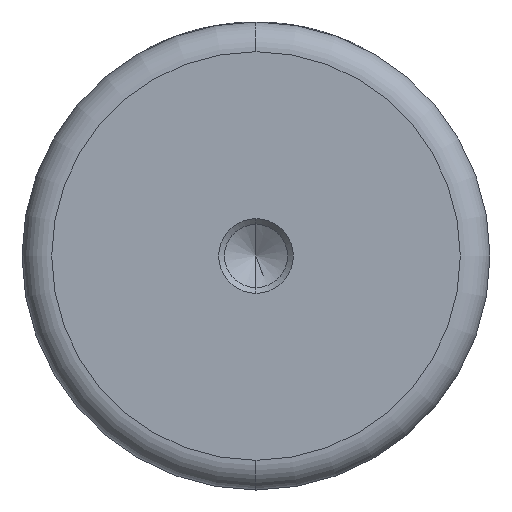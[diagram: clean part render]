
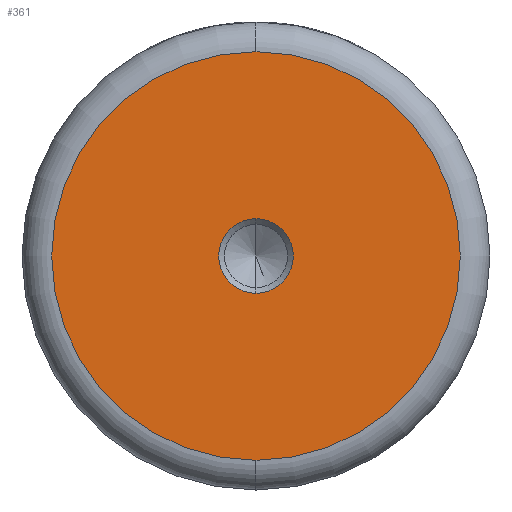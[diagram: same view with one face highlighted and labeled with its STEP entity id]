
A CAD part, left-side view. The second image highlights one B-rep face of the part: STEP entity #361.
In plain terms, the highlighted planar face has unit normal (-1, 0, 0).
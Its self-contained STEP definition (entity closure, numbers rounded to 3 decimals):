
#49 = DIRECTION ( 'NONE',  ( -1., 0., 0. ) ) ;
#123 = CARTESIAN_POINT ( 'NONE',  ( 0., 0., -5.025 ) ) ;
#129 = CARTESIAN_POINT ( 'NONE',  ( 0., 0., 0. ) ) ;
#220 = EDGE_CURVE ( 'NONE', #1473, #1472, #1488, .T. ) ;
#265 = DIRECTION ( 'NONE',  ( 0., 0., 1. ) ) ;
#301 = ORIENTED_EDGE ( 'NONE', *, *, #1079, .F. ) ;
#311 = CARTESIAN_POINT ( 'NONE',  ( 0., 0., 0. ) ) ;
#322 = FACE_OUTER_BOUND ( 'NONE', #821, .T. ) ;
#336 = CARTESIAN_POINT ( 'NONE',  ( 0., 0., 0. ) ) ;
#354 = ORIENTED_EDGE ( 'NONE', *, *, #759, .T. ) ;
#361 = ADVANCED_FACE ( 'NONE', ( #495, #322 ), #438, .T. ) ;
#417 = DIRECTION ( 'NONE',  ( -1., 0., 0. ) ) ;
#438 = PLANE ( 'NONE',  #455 ) ;
#455 = AXIS2_PLACEMENT_3D ( 'NONE', #311, #49, #551 ) ;
#477 = CARTESIAN_POINT ( 'NONE',  ( 0., 0., 0. ) ) ;
#495 = FACE_BOUND ( 'NONE', #678, .T. ) ;
#551 = DIRECTION ( 'NONE',  ( 0., 0., 1. ) ) ;
#585 = DIRECTION ( 'NONE',  ( 0., 0., 1. ) ) ;
#678 = EDGE_LOOP ( 'NONE', ( #301, #1030 ) ) ;
#723 = CARTESIAN_POINT ( 'NONE',  ( 0., 0., 27.5 ) ) ;
#741 = AXIS2_PLACEMENT_3D ( 'NONE', #336, #1138, #1392 ) ;
#759 = EDGE_CURVE ( 'NONE', #1472, #1473, #1400, .T. ) ;
#821 = EDGE_LOOP ( 'NONE', ( #354, #1225 ) ) ;
#822 = VERTEX_POINT ( 'NONE', #123 ) ;
#865 = CARTESIAN_POINT ( 'NONE',  ( 0., 0., -27.5 ) ) ;
#928 = AXIS2_PLACEMENT_3D ( 'NONE', #129, #953, #265 ) ;
#953 = DIRECTION ( 'NONE',  ( -1., 0., 0. ) ) ;
#973 = AXIS2_PLACEMENT_3D ( 'NONE', #1096, #417, #1217 ) ;
#989 = VERTEX_POINT ( 'NONE', #1011 ) ;
#1011 = CARTESIAN_POINT ( 'NONE',  ( 0., 0., 5.025 ) ) ;
#1030 = ORIENTED_EDGE ( 'NONE', *, *, #1040, .F. ) ;
#1040 = EDGE_CURVE ( 'NONE', #822, #989, #1268, .T. ) ;
#1079 = EDGE_CURVE ( 'NONE', #989, #822, #1153, .T. ) ;
#1096 = CARTESIAN_POINT ( 'NONE',  ( 0., 0., 0. ) ) ;
#1138 = DIRECTION ( 'NONE',  ( -1., 0., 0. ) ) ;
#1153 = CIRCLE ( 'NONE', #973, 5.025 ) ;
#1217 = DIRECTION ( 'NONE',  ( 0., 0., 1. ) ) ;
#1225 = ORIENTED_EDGE ( 'NONE', *, *, #220, .T. ) ;
#1251 = AXIS2_PLACEMENT_3D ( 'NONE', #477, #1276, #585 ) ;
#1268 = CIRCLE ( 'NONE', #741, 5.025 ) ;
#1276 = DIRECTION ( 'NONE',  ( -1., 0., 0. ) ) ;
#1392 = DIRECTION ( 'NONE',  ( 0., 0., 1. ) ) ;
#1400 = CIRCLE ( 'NONE', #1251, 27.5 ) ;
#1472 = VERTEX_POINT ( 'NONE', #723 ) ;
#1473 = VERTEX_POINT ( 'NONE', #865 ) ;
#1488 = CIRCLE ( 'NONE', #928, 27.5 ) ;
